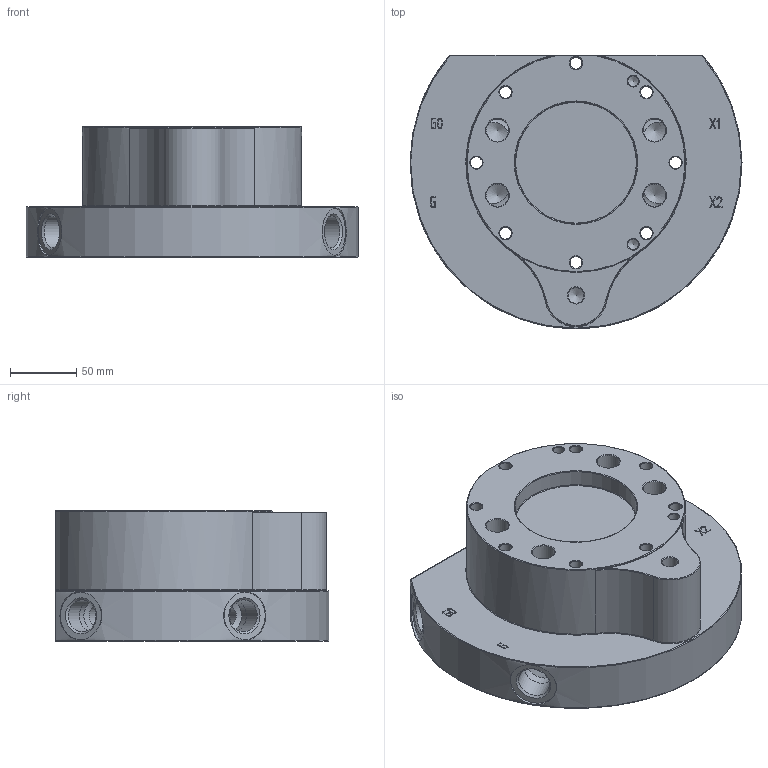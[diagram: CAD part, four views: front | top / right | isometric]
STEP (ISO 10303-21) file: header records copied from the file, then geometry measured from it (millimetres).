
FILE_DESCRIPTION(/* description */ ('Unknown'),/* implementation_level */ '2;1');
FILE_NAME(/* name */ 'Kollektor2',/* time_stamp */ '2021-03-31T12:13:46+03:00',/* author */ ('Unknown'),/* organization */ ('Unknown'),/* preprocessor_version */ 'ST-DEVELOPER v16.7',/* originating_system */ 'Solid Edge',/* authorisation */ 'Unknown');
FILE_SCHEMA (('AUTOMOTIVE_DESIGN {1 0 10303 214 3 1 1}'));
Length unit declared in the file: millimetre
Products named in the file (1): Kollektor2
Bounding box: 250 x 206 x 98 mm (x, y, z)
Volume: 2726650.6 mm3; surface area: 208455.7 mm2
Topology: 1 solids, 1 shells, 199 faces, 526 edges, 339 vertices
Faces by surface type: plane 79, cylinder 52, cone 42, torus 13, bspline 11, sphere 2
Full cylindrical faces by diameter (mm): 8 x2, 9 x8, 12 x1, 15 x7, 17 x8, 24.117 x8, 36 x4, 92 x1
Entity records: 7566 total; most frequent: CARTESIAN_POINT 2161, ORIENTED_EDGE 754, DIRECTION 739, EDGE_CURVE 377, FACE_BOUND 328, AXIS2_PLACEMENT_3D 325, EDGE_LOOP 317, VERTEX_POINT 289
